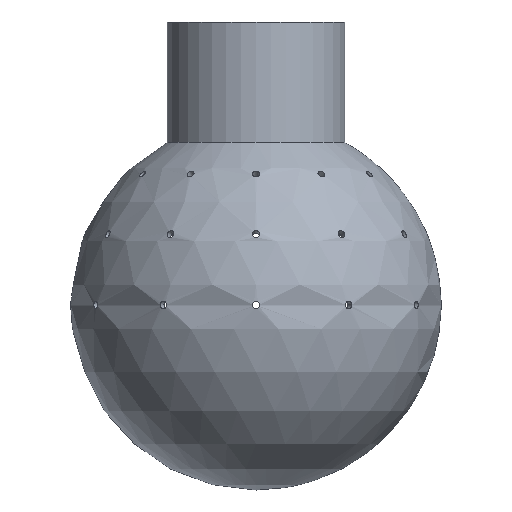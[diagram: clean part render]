
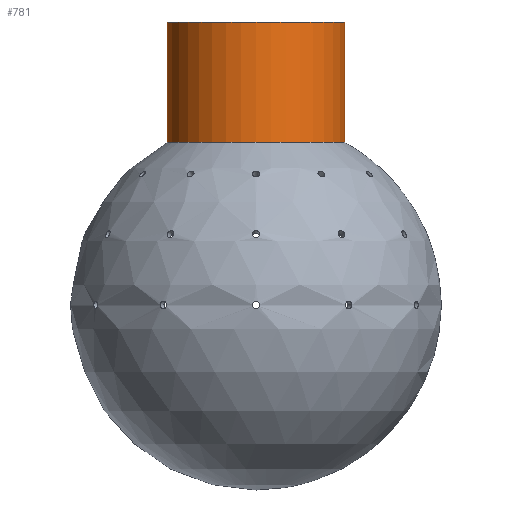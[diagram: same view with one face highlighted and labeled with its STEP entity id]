
A CAD part, front view. The second image highlights one B-rep face of the part: STEP entity #781.
In plain terms, the highlighted cylindrical face has radius 12 mm (diameter 24 mm), a full revolution.
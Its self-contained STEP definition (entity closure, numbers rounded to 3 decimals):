
#17=FACE_BOUND('',#170,.T.);
#128=FACE_OUTER_BOUND('',#169,.T.);
#169=EDGE_LOOP('',(#549));
#170=EDGE_LOOP('',(#550));
#321=CIRCLE('',#825,12.);
#322=CIRCLE('',#826,12.);
#397=VERTEX_POINT('',#1179);
#398=VERTEX_POINT('',#1181);
#473=EDGE_CURVE('',#397,#397,#321,.T.);
#474=EDGE_CURVE('',#398,#398,#322,.T.);
#549=ORIENTED_EDGE('',*,*,#473,.F.);
#550=ORIENTED_EDGE('',*,*,#474,.F.);
#701=CYLINDRICAL_SURFACE('',#824,12.);
#781=ADVANCED_FACE('',(#128,#17),#701,.T.);
#824=AXIS2_PLACEMENT_3D('',#1178,#943,#944);
#825=AXIS2_PLACEMENT_3D('',#1180,#945,#946);
#826=AXIS2_PLACEMENT_3D('',#1182,#947,#948);
#943=DIRECTION('center_axis',(0.,0.,1.));
#944=DIRECTION('ref_axis',(-1.,0.,0.));
#945=DIRECTION('center_axis',(0.,0.,1.));
#946=DIRECTION('ref_axis',(-1.,0.,0.));
#947=DIRECTION('center_axis',(0.,0.,-1.));
#948=DIRECTION('ref_axis',(-1.,0.,0.));
#1178=CARTESIAN_POINT('Origin',(0.,0.,21.2));
#1179=CARTESIAN_POINT('',(12.,0.,38.2));
#1180=CARTESIAN_POINT('Origin',(0.,0.,38.2));
#1181=CARTESIAN_POINT('',(12.,0.,21.932));
#1182=CARTESIAN_POINT('Origin',(0.,0.,21.932));
